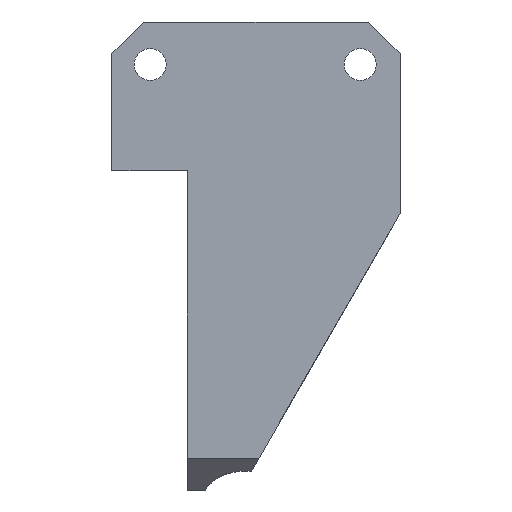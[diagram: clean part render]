
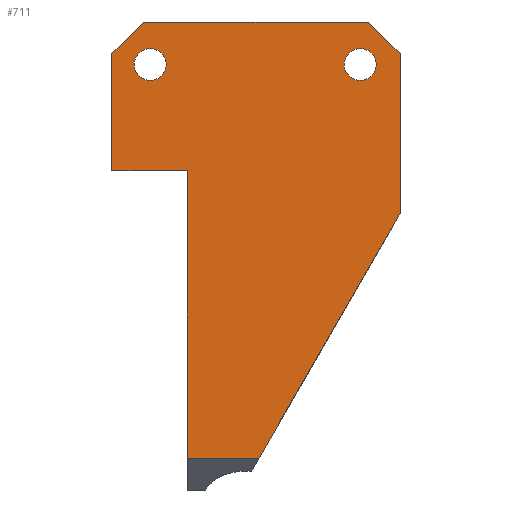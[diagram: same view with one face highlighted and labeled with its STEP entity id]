
A CAD part, front view. The second image highlights one B-rep face of the part: STEP entity #711.
In plain terms, the highlighted planar face has unit normal (0, -1, 0).
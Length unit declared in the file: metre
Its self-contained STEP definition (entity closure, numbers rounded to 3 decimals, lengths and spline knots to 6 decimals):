
#50=LINE('',#1041,#130);
#61=LINE('',#1084,#141);
#70=LINE('',#1103,#150);
#78=LINE('',#1126,#158);
#79=LINE('',#1128,#159);
#82=LINE('',#1137,#162);
#83=LINE('',#1142,#163);
#84=LINE('',#1143,#164);
#85=LINE('',#1144,#165);
#130=VECTOR('',#835,1.);
#141=VECTOR('',#854,1.);
#150=VECTOR('',#869,1.);
#158=VECTOR('',#881,1.);
#159=VECTOR('',#884,1.);
#162=VECTOR('',#893,1.);
#163=VECTOR('',#900,1.);
#164=VECTOR('',#901,1.);
#165=VECTOR('',#902,1.);
#266=ORIENTED_EDGE('',*,*,#426,.F.);
#267=ORIENTED_EDGE('',*,*,#453,.T.);
#268=ORIENTED_EDGE('',*,*,#436,.F.);
#269=ORIENTED_EDGE('',*,*,#446,.F.);
#270=ORIENTED_EDGE('',*,*,#454,.T.);
#271=ORIENTED_EDGE('',*,*,#412,.F.);
#272=ORIENTED_EDGE('',*,*,#455,.T.);
#273=ORIENTED_EDGE('',*,*,#447,.F.);
#274=ORIENTED_EDGE('',*,*,#451,.F.);
#275=ORIENTED_EDGE('',*,*,#450,.F.);
#276=ORIENTED_EDGE('',*,*,#452,.F.);
#412=EDGE_CURVE('',#511,#512,#50,.T.);
#426=EDGE_CURVE('',#523,#524,#61,.T.);
#436=EDGE_CURVE('',#531,#532,#70,.T.);
#446=EDGE_CURVE('',#538,#531,#78,.T.);
#447=EDGE_CURVE('',#539,#540,#79,.T.);
#450=EDGE_CURVE('',#541,#541,#560,.T.);
#451=EDGE_CURVE('',#524,#539,#82,.T.);
#452=EDGE_CURVE('',#542,#542,#561,.T.);
#453=EDGE_CURVE('',#523,#532,#83,.T.);
#454=EDGE_CURVE('',#538,#512,#84,.F.);
#455=EDGE_CURVE('',#511,#540,#85,.F.);
#511=VERTEX_POINT('',#1040);
#512=VERTEX_POINT('',#1042);
#523=VERTEX_POINT('',#1083);
#524=VERTEX_POINT('',#1085);
#531=VERTEX_POINT('',#1104);
#532=VERTEX_POINT('',#1105);
#538=VERTEX_POINT('',#1125);
#539=VERTEX_POINT('',#1129);
#540=VERTEX_POINT('',#1130);
#541=VERTEX_POINT('',#1135);
#542=VERTEX_POINT('',#1140);
#560=CIRCLE('',#766,0.0015);
#561=CIRCLE('',#769,0.0015);
#586=EDGE_LOOP('',(#266,#267,#268,#269,#270,#271,#272,#273,#274));
#587=EDGE_LOOP('',(#275));
#588=EDGE_LOOP('',(#276));
#636=FACE_BOUND('',#586,.T.);
#637=FACE_BOUND('',#587,.T.);
#638=FACE_BOUND('',#588,.T.);
#678=PLANE('',#770);
#711=ADVANCED_FACE('',(#636,#637,#638),#678,.T.);
#766=AXIS2_PLACEMENT_3D('',#1134,#889,#890);
#769=AXIS2_PLACEMENT_3D('',#1139,#896,#897);
#770=AXIS2_PLACEMENT_3D('',#1141,#898,#899);
#835=DIRECTION('',(1.,0.,0.));
#854=DIRECTION('',(0.,0.,1.));
#869=DIRECTION('',(-0.5,0.,-0.866));
#881=DIRECTION('',(0.,0.,-1.));
#884=DIRECTION('',(0.,0.,1.));
#889=DIRECTION('',(0.,-1.,0.));
#890=DIRECTION('',(0.,0.,-1.));
#893=DIRECTION('',(-1.,0.,0.));
#896=DIRECTION('',(0.,-1.,0.));
#897=DIRECTION('',(0.,0.,-1.));
#898=DIRECTION('',(0.,-1.,0.));
#899=DIRECTION('',(1.,0.,0.));
#900=DIRECTION('',(1.,0.,0.));
#901=DIRECTION('',(0.707,0.,-0.707));
#902=DIRECTION('',(0.707,0.,0.707));
#1040=CARTESIAN_POINT('',(0.0109,-0.006,0.044));
#1041=CARTESIAN_POINT('',(0.02145,-0.006,0.044));
#1042=CARTESIAN_POINT('',(0.032,-0.006,0.044));
#1083=CARTESIAN_POINT('',(0.015,-0.006,0.003));
#1084=CARTESIAN_POINT('',(0.015,-0.006,0.015));
#1085=CARTESIAN_POINT('',(0.015,-0.006,0.03));
#1103=CARTESIAN_POINT('',(0.0275,-0.006,0.013));
#1104=CARTESIAN_POINT('',(0.035,-0.006,0.026));
#1105=CARTESIAN_POINT('',(0.021731,-0.006,0.003));
#1125=CARTESIAN_POINT('',(0.035,-0.006,0.041));
#1126=CARTESIAN_POINT('',(0.035,-0.006,0.035));
#1128=CARTESIAN_POINT('',(0.0079,-0.006,0.037));
#1129=CARTESIAN_POINT('',(0.0079,-0.006,0.03));
#1130=CARTESIAN_POINT('',(0.0079,-0.006,0.041));
#1134=CARTESIAN_POINT('',(0.03125,-0.006,0.04));
#1135=CARTESIAN_POINT('',(0.03125,-0.006,0.0385));
#1137=CARTESIAN_POINT('',(0.01145,-0.006,0.03));
#1139=CARTESIAN_POINT('',(0.0115,-0.006,0.04));
#1140=CARTESIAN_POINT('',(0.0115,-0.006,0.0385));
#1141=CARTESIAN_POINT('',(0.0095,-0.006,0.008));
#1142=CARTESIAN_POINT('',(0.0095,-0.006,0.003));
#1143=CARTESIAN_POINT('',(0.03875,-0.006,0.03725));
#1144=CARTESIAN_POINT('',(-0.0078,-0.006,0.0253));
